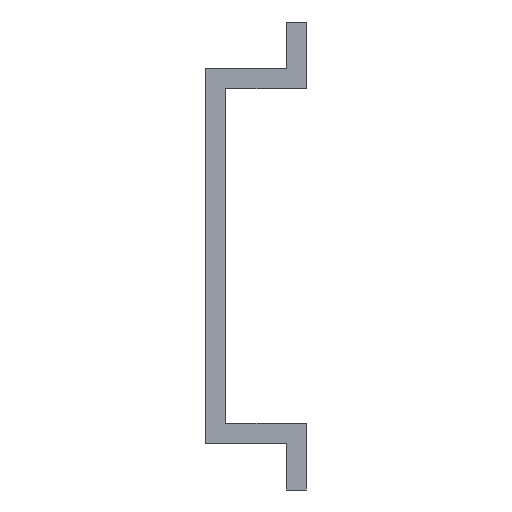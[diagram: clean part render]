
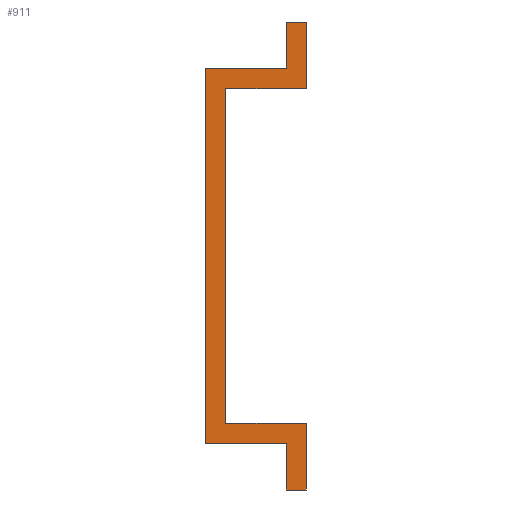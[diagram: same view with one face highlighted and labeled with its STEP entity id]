
A CAD part, left-side view. The second image highlights one B-rep face of the part: STEP entity #911.
In plain terms, the highlighted planar face has unit normal (-1, 0, 0).
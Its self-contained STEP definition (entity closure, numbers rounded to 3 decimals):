
#27 = LINE ( 'NONE', #659, #499 ) ;
#32 = EDGE_CURVE ( 'NONE', #1934, #1623, #1438, .T. ) ;
#35 = EDGE_CURVE ( 'NONE', #1169, #567, #1948, .T. ) ;
#37 = CARTESIAN_POINT ( 'NONE',  ( -135., -3., -14. ) ) ;
#53 = LINE ( 'NONE', #1761, #176 ) ;
#71 = ORIENTED_EDGE ( 'NONE', *, *, #1508, .F. ) ;
#107 = EDGE_CURVE ( 'NONE', #567, #1700, #53, .T. ) ;
#110 = VECTOR ( 'NONE', #1779, 1000. ) ;
#111 = VERTEX_POINT ( 'NONE', #697 ) ;
#113 = LINE ( 'NONE', #1682, #1979 ) ;
#142 = VERTEX_POINT ( 'NONE', #1193 ) ;
#176 = VECTOR ( 'NONE', #1136, 1000. ) ;
#206 = LINE ( 'NONE', #1459, #1636 ) ;
#293 = LINE ( 'NONE', #1247, #2002 ) ;
#335 = CARTESIAN_POINT ( 'NONE',  ( -135., -4.5, 17.5 ) ) ;
#343 = DIRECTION ( 'NONE',  ( -1., 0., 0. ) ) ;
#351 = DIRECTION ( 'NONE',  ( 0., 0., 1. ) ) ;
#353 = ORIENTED_EDGE ( 'NONE', *, *, #595, .T. ) ;
#368 = EDGE_CURVE ( 'NONE', #702, #142, #1263, .T. ) ;
#398 = ORIENTED_EDGE ( 'NONE', *, *, #646, .F. ) ;
#436 = EDGE_CURVE ( 'NONE', #495, #1223, #1121, .T. ) ;
#495 = VERTEX_POINT ( 'NONE', #335 ) ;
#499 = VECTOR ( 'NONE', #1933, 1000. ) ;
#504 = VECTOR ( 'NONE', #1293, 1000. ) ;
#508 = VERTEX_POINT ( 'NONE', #1590 ) ;
#510 = CARTESIAN_POINT ( 'NONE',  ( -135., 3., 14. ) ) ;
#526 = LINE ( 'NONE', #1161, #662 ) ;
#528 = EDGE_CURVE ( 'NONE', #142, #1623, #526, .T. ) ;
#530 = DIRECTION ( 'NONE',  ( 0., 1., 0. ) ) ;
#531 = DIRECTION ( 'NONE',  ( 0., 0., -1. ) ) ;
#550 = DIRECTION ( 'NONE',  ( 0., 1., 0. ) ) ;
#567 = VERTEX_POINT ( 'NONE', #510 ) ;
#595 = EDGE_CURVE ( 'NONE', #1700, #111, #113, .T. ) ;
#646 = EDGE_CURVE ( 'NONE', #1223, #1726, #736, .T. ) ;
#659 = CARTESIAN_POINT ( 'NONE',  ( -135., -3., -14. ) ) ;
#662 = VECTOR ( 'NONE', #1791, 1000. ) ;
#677 = CARTESIAN_POINT ( 'NONE',  ( -135., -3., 14. ) ) ;
#697 = CARTESIAN_POINT ( 'NONE',  ( -135., -3., -14. ) ) ;
#702 = VERTEX_POINT ( 'NONE', #1651 ) ;
#736 = LINE ( 'NONE', #1360, #1288 ) ;
#766 = DIRECTION ( 'NONE',  ( 0., 0., -1. ) ) ;
#842 = CARTESIAN_POINT ( 'NONE',  ( -135., 1.5, 12.5 ) ) ;
#882 = ORIENTED_EDGE ( 'NONE', *, *, #528, .F. ) ;
#911 = ADVANCED_FACE ( 'NONE', ( #1594 ), #1140, .T. ) ;
#919 = DIRECTION ( 'NONE',  ( 0., -1., 0. ) ) ;
#927 = EDGE_CURVE ( 'NONE', #111, #1934, #27, .T. ) ;
#930 = CARTESIAN_POINT ( 'NONE',  ( -135., 3., -14. ) ) ;
#942 = ORIENTED_EDGE ( 'NONE', *, *, #368, .F. ) ;
#950 = CARTESIAN_POINT ( 'NONE',  ( -135., -3., 17.5 ) ) ;
#1019 = ORIENTED_EDGE ( 'NONE', *, *, #436, .F. ) ;
#1089 = ORIENTED_EDGE ( 'NONE', *, *, #32, .T. ) ;
#1112 = ORIENTED_EDGE ( 'NONE', *, *, #107, .T. ) ;
#1113 = LINE ( 'NONE', #950, #1371 ) ;
#1121 = LINE ( 'NONE', #1457, #110 ) ;
#1136 = DIRECTION ( 'NONE',  ( 0., 0., -1. ) ) ;
#1140 = PLANE ( 'NONE',  #1892 ) ;
#1161 = CARTESIAN_POINT ( 'NONE',  ( -135., -4.5, -14. ) ) ;
#1169 = VERTEX_POINT ( 'NONE', #2001 ) ;
#1184 = CARTESIAN_POINT ( 'NONE',  ( -135., -3., -17.5 ) ) ;
#1193 = CARTESIAN_POINT ( 'NONE',  ( -135., -4.5, -12.5 ) ) ;
#1223 = VERTEX_POINT ( 'NONE', #1433 ) ;
#1247 = CARTESIAN_POINT ( 'NONE',  ( -135., 1.5, 14. ) ) ;
#1263 = LINE ( 'NONE', #1899, #1318 ) ;
#1265 = CARTESIAN_POINT ( 'NONE',  ( -135., -4.5, -17.5 ) ) ;
#1285 = ORIENTED_EDGE ( 'NONE', *, *, #1742, .T. ) ;
#1288 = VECTOR ( 'NONE', #550, 1000. ) ;
#1293 = DIRECTION ( 'NONE',  ( 0., -1., 0. ) ) ;
#1318 = VECTOR ( 'NONE', #1707, 1000. ) ;
#1360 = CARTESIAN_POINT ( 'NONE',  ( -135., -3., 12.5 ) ) ;
#1371 = VECTOR ( 'NONE', #919, 1000. ) ;
#1433 = CARTESIAN_POINT ( 'NONE',  ( -135., -4.5, 12.5 ) ) ;
#1438 = LINE ( 'NONE', #1629, #504 ) ;
#1457 = CARTESIAN_POINT ( 'NONE',  ( -135., -4.5, 17.5 ) ) ;
#1459 = CARTESIAN_POINT ( 'NONE',  ( -135., -3., 17.5 ) ) ;
#1508 = EDGE_CURVE ( 'NONE', #1726, #702, #293, .T. ) ;
#1590 = CARTESIAN_POINT ( 'NONE',  ( -135., -3., 17.5 ) ) ;
#1594 = FACE_OUTER_BOUND ( 'NONE', #1730, .T. ) ;
#1595 = EDGE_CURVE ( 'NONE', #508, #495, #1113, .T. ) ;
#1623 = VERTEX_POINT ( 'NONE', #1265 ) ;
#1629 = CARTESIAN_POINT ( 'NONE',  ( -135., -3., -17.5 ) ) ;
#1636 = VECTOR ( 'NONE', #531, 1000. ) ;
#1651 = CARTESIAN_POINT ( 'NONE',  ( -135., 1.5, -12.5 ) ) ;
#1655 = VECTOR ( 'NONE', #530, 1000. ) ;
#1673 = ORIENTED_EDGE ( 'NONE', *, *, #35, .T. ) ;
#1682 = CARTESIAN_POINT ( 'NONE',  ( -135., 3., -14. ) ) ;
#1700 = VERTEX_POINT ( 'NONE', #930 ) ;
#1707 = DIRECTION ( 'NONE',  ( 0., -1., 0. ) ) ;
#1726 = VERTEX_POINT ( 'NONE', #842 ) ;
#1730 = EDGE_LOOP ( 'NONE', ( #882, #942, #71, #398, #1019, #1984, #1285, #1673, #1112, #353, #1792, #1089 ) ) ;
#1742 = EDGE_CURVE ( 'NONE', #508, #1169, #206, .T. ) ;
#1761 = CARTESIAN_POINT ( 'NONE',  ( -135., 3., 14. ) ) ;
#1779 = DIRECTION ( 'NONE',  ( 0., 0., -1. ) ) ;
#1791 = DIRECTION ( 'NONE',  ( 0., 0., -1. ) ) ;
#1792 = ORIENTED_EDGE ( 'NONE', *, *, #927, .T. ) ;
#1836 = DIRECTION ( 'NONE',  ( 0., -1., 0. ) ) ;
#1892 = AXIS2_PLACEMENT_3D ( 'NONE', #37, #343, #351 ) ;
#1899 = CARTESIAN_POINT ( 'NONE',  ( -135., 3., -12.5 ) ) ;
#1933 = DIRECTION ( 'NONE',  ( 0., 0., -1. ) ) ;
#1934 = VERTEX_POINT ( 'NONE', #1184 ) ;
#1948 = LINE ( 'NONE', #677, #1655 ) ;
#1979 = VECTOR ( 'NONE', #1836, 1000. ) ;
#1984 = ORIENTED_EDGE ( 'NONE', *, *, #1595, .F. ) ;
#2001 = CARTESIAN_POINT ( 'NONE',  ( -135., -3., 14. ) ) ;
#2002 = VECTOR ( 'NONE', #766, 1000. ) ;
